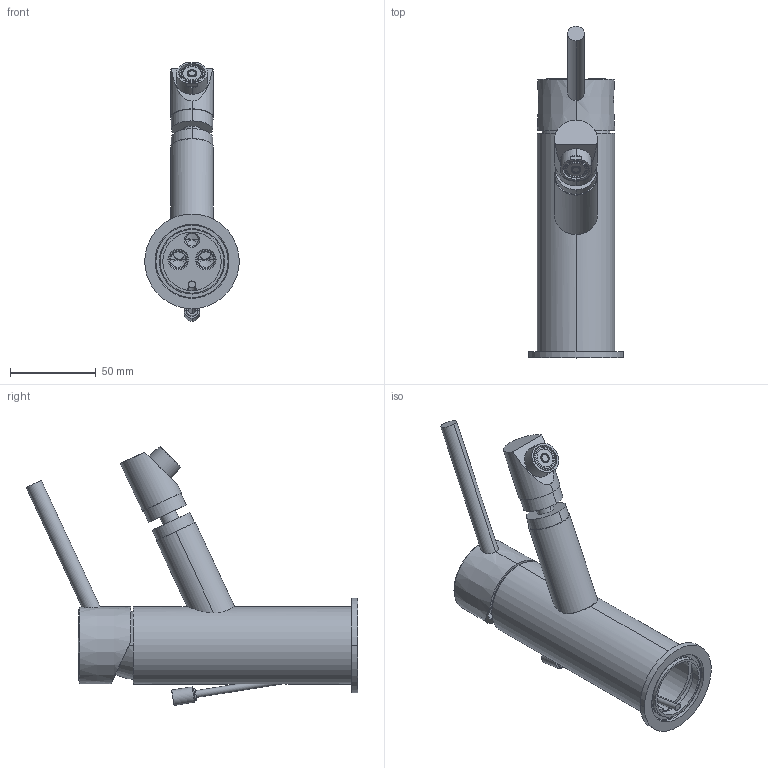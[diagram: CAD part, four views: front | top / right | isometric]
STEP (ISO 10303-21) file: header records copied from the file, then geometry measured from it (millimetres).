
FILE_DESCRIPTION((''),'2;1');
FILE_NAME('BI135CR','2021-04-23T14:50:07',('ut3'),('PAFFONI SpA'),'CREO PARAMETRIC BY PTC INC, 2020044','CREO PARAMETRIC BY PTC INC, 2020044','');
FILE_SCHEMA(('CONFIG_CONTROL_DESIGN','SHAPE_APPEARANCE_LAYERS_GROUPS'));
Length unit declared in the file: millimetre
Products named in the file (1): BI135CR
Bounding box: 55 x 192.84 x 150.49 mm (x, y, z)
Volume: 232913.3 mm3; surface area: 74590.4 mm2
Topology: 3 solids, 4 shells, 1081 faces, 2845 edges, 1781 vertices
Faces by surface type: plane 596, cylinder 264, torus 89, cone 66, bspline 42, sphere 24
Entity records: 45709 total; most frequent: CARTESIAN_POINT 12028, ORIENTED_EDGE 5658, DIRECTION 5318, EDGE_CURVE 2829, AXIS2_PLACEMENT_3D 1892, VERTEX_POINT 1781, VECTOR 1534, LINE 1534
